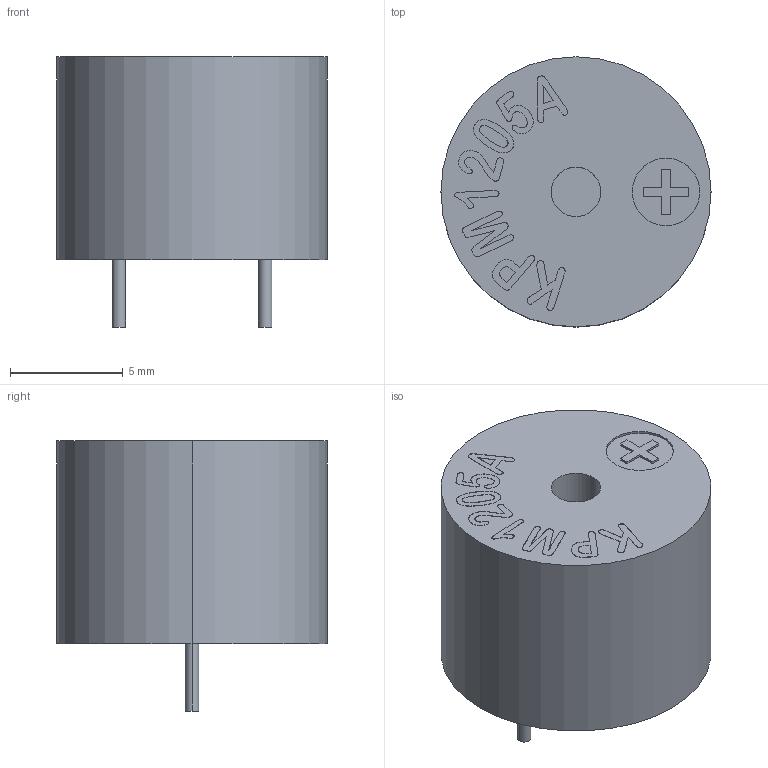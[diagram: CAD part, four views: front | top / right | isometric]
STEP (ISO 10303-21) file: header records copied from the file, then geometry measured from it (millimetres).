
FILE_DESCRIPTION (( 'STEP AP214' ), '1' );
FILE_NAME ('KPM-1205A.STEP', '2021-08-08T17:43:37', ( '' ), ( '' ), 'SwSTEP 2.0', 'SolidWorks 2020', '' );
FILE_SCHEMA (( 'AUTOMOTIVE_DESIGN' ));
Length unit declared in the file: millimetre
Products named in the file (1): KPM-1205A
Bounding box: 12 x 12 x 12 mm (x, y, z)
Volume: 968.5 mm3; surface area: 618.7 mm2
Topology: 3 solids, 3 shells, 173 faces, 456 edges, 304 vertices
Faces by surface type: bspline 87, plane 74, cylinder 12
Entity records: 9082 total; most frequent: CARTESIAN_POINT 5165, ORIENTED_EDGE 912, DIRECTION 480, EDGE_CURVE 456, VERTEX_POINT 304, LINE 258, VECTOR 258, EDGE_LOOP 188
